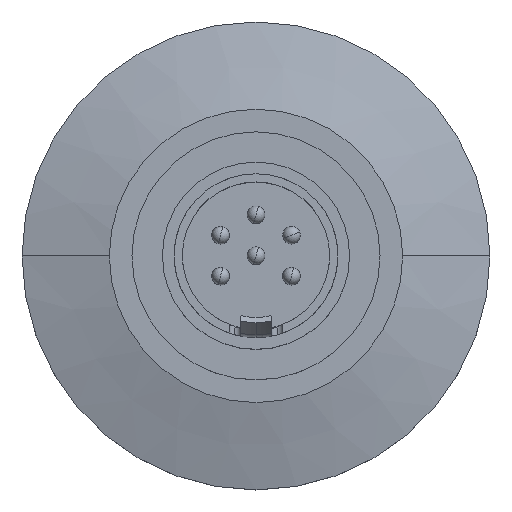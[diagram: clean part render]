
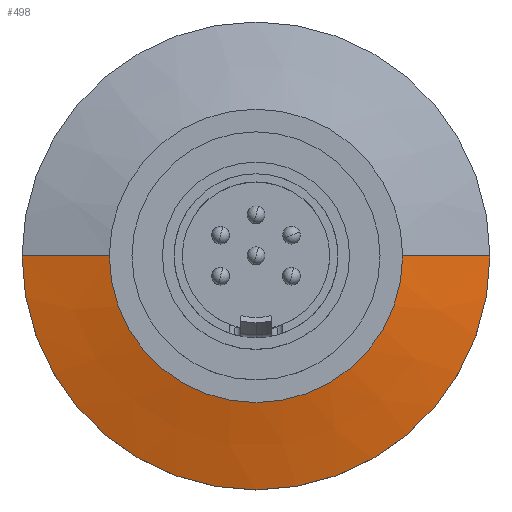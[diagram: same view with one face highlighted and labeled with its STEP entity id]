
A CAD part, top view. The second image highlights one B-rep face of the part: STEP entity #498.
In plain terms, the highlighted conical face has half-angle 75 degrees and reference radius 12.536 mm.
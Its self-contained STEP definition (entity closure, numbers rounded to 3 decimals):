
#20 = CARTESIAN_POINT ( 'NONE',  ( 3., 0., -20. ) ) ;
#60 = ORIENTED_EDGE ( 'NONE', *, *, #3036, .F. ) ;
#64 = VERTEX_POINT ( 'NONE', #1832 ) ;
#294 = EDGE_LOOP ( 'NONE', ( #2557, #60, #2422, #1077 ) ) ;
#364 = FACE_OUTER_BOUND ( 'NONE', #294, .T. ) ;
#373 = DIRECTION ( 'NONE',  ( 1., 0., 0. ) ) ;
#393 = CIRCLE ( 'NONE', #1002, 12.536 ) ;
#397 = VECTOR ( 'NONE', #1134, 1000. ) ;
#469 = VERTEX_POINT ( 'NONE', #1211 ) ;
#498 = ADVANCED_FACE ( 'NONE', ( #364 ), #2135, .T. ) ;
#1002 = AXIS2_PLACEMENT_3D ( 'NONE', #1815, #373, #1824 ) ;
#1077 = ORIENTED_EDGE ( 'NONE', *, *, #2110, .T. ) ;
#1134 = DIRECTION ( 'NONE',  ( -0.259, 0., 0.966 ) ) ;
#1181 = VERTEX_POINT ( 'NONE', #2363 ) ;
#1211 = CARTESIAN_POINT ( 'NONE',  ( 5., 0., -12.536 ) ) ;
#1421 = DIRECTION ( 'NONE',  ( 0., 0., -1. ) ) ;
#1519 = VECTOR ( 'NONE', #1810, 1000. ) ;
#1535 = DIRECTION ( 'NONE',  ( -1., 0., 0. ) ) ;
#1727 = LINE ( 'NONE', #1979, #397 ) ;
#1810 = DIRECTION ( 'NONE',  ( -0.259, 0., -0.966 ) ) ;
#1815 = CARTESIAN_POINT ( 'NONE',  ( 5., 0., 0. ) ) ;
#1824 = DIRECTION ( 'NONE',  ( 0., 0., -1. ) ) ;
#1826 = AXIS2_PLACEMENT_3D ( 'NONE', #3044, #1970, #1421 ) ;
#1832 = CARTESIAN_POINT ( 'NONE',  ( 5., 0., 12.536 ) ) ;
#1837 = CARTESIAN_POINT ( 'NONE',  ( 5., 0., -12.536 ) ) ;
#1852 = DIRECTION ( 'NONE',  ( 0., 0., 1. ) ) ;
#1936 = EDGE_CURVE ( 'NONE', #469, #2728, #2437, .T. ) ;
#1970 = DIRECTION ( 'NONE',  ( 1., 0., 0. ) ) ;
#1979 = CARTESIAN_POINT ( 'NONE',  ( 5., 0., 12.536 ) ) ;
#2094 = CARTESIAN_POINT ( 'NONE',  ( 5., 0., 0. ) ) ;
#2110 = EDGE_CURVE ( 'NONE', #1181, #2728, #2871, .T. ) ;
#2135 = CONICAL_SURFACE ( 'NONE', #2835, 12.536, 1.309 ) ;
#2363 = CARTESIAN_POINT ( 'NONE',  ( 3., 0., 20. ) ) ;
#2422 = ORIENTED_EDGE ( 'NONE', *, *, #2875, .T. ) ;
#2437 = LINE ( 'NONE', #1837, #1519 ) ;
#2557 = ORIENTED_EDGE ( 'NONE', *, *, #1936, .F. ) ;
#2728 = VERTEX_POINT ( 'NONE', #20 ) ;
#2835 = AXIS2_PLACEMENT_3D ( 'NONE', #2094, #1535, #1852 ) ;
#2871 = CIRCLE ( 'NONE', #1826, 20. ) ;
#2875 = EDGE_CURVE ( 'NONE', #64, #1181, #1727, .T. ) ;
#3036 = EDGE_CURVE ( 'NONE', #64, #469, #393, .T. ) ;
#3044 = CARTESIAN_POINT ( 'NONE',  ( 3., 0., 0. ) ) ;
